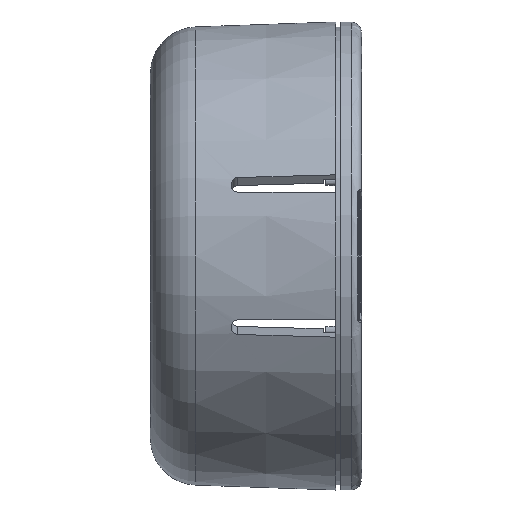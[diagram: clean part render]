
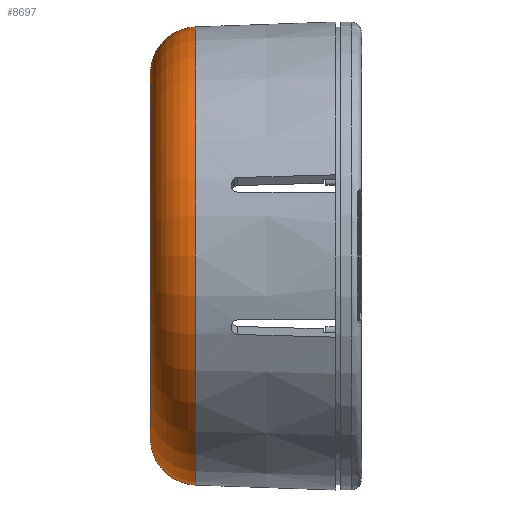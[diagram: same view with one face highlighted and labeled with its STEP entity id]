
A CAD part, left-side view. The second image highlights one B-rep face of the part: STEP entity #8697.
In plain terms, the highlighted toroidal (fillet/blend) face has major radius 17.533 mm and minor radius 4.5 mm.
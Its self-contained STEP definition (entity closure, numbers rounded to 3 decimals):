
#74=TOROIDAL_SURFACE('',#9334,17.533,4.5);
#822=FACE_OUTER_BOUND('',#1344,.T.);
#1344=EDGE_LOOP('',(#7961,#7962,#7963,#7964,#7965,#7966));
#3289=CIRCLE('',#9329,22.03);
#3290=CIRCLE('',#9330,22.03);
#3292=CIRCLE('',#9335,4.5);
#3293=CIRCLE('',#9336,17.533);
#3294=CIRCLE('',#9337,17.533);
#4131=VERTEX_POINT('',#18363);
#4132=VERTEX_POINT('',#18364);
#4133=VERTEX_POINT('',#18372);
#4134=VERTEX_POINT('',#18374);
#5406=EDGE_CURVE('',#4131,#4132,#3289,.T.);
#5408=EDGE_CURVE('',#4132,#4131,#3290,.T.);
#5410=EDGE_CURVE('',#4132,#4133,#3292,.T.);
#5411=EDGE_CURVE('',#4133,#4134,#3293,.T.);
#5412=EDGE_CURVE('',#4134,#4133,#3294,.T.);
#7961=ORIENTED_EDGE('',*,*,#5406,.T.);
#7962=ORIENTED_EDGE('',*,*,#5410,.T.);
#7963=ORIENTED_EDGE('',*,*,#5411,.T.);
#7964=ORIENTED_EDGE('',*,*,#5412,.T.);
#7965=ORIENTED_EDGE('',*,*,#5410,.F.);
#7966=ORIENTED_EDGE('',*,*,#5408,.T.);
#8697=ADVANCED_FACE('',(#822),#74,.T.);
#9329=AXIS2_PLACEMENT_3D('',#18365,#11187,#11188);
#9330=AXIS2_PLACEMENT_3D('',#18367,#11190,#11191);
#9334=AXIS2_PLACEMENT_3D('',#18371,#11198,#11199);
#9335=AXIS2_PLACEMENT_3D('',#18373,#11200,#11201);
#9336=AXIS2_PLACEMENT_3D('',#18375,#11202,#11203);
#9337=AXIS2_PLACEMENT_3D('',#18376,#11204,#11205);
#11187=DIRECTION('center_axis',(0.,1.,0.));
#11188=DIRECTION('ref_axis',(1.,0.,0.));
#11190=DIRECTION('center_axis',(0.,1.,0.));
#11191=DIRECTION('ref_axis',(1.,0.,0.));
#11198=DIRECTION('center_axis',(0.,-1.,0.));
#11199=DIRECTION('ref_axis',(0.,0.,-1.));
#11200=DIRECTION('center_axis',(-1.,0.,0.));
#11201=DIRECTION('ref_axis',(0.,0.,1.));
#11202=DIRECTION('center_axis',(0.,-1.,0.));
#11203=DIRECTION('ref_axis',(1.,0.,0.));
#11204=DIRECTION('center_axis',(0.,-1.,0.));
#11205=DIRECTION('ref_axis',(1.,0.,0.));
#18363=CARTESIAN_POINT('',(-22.03,13.457,0.));
#18364=CARTESIAN_POINT('',(0.,13.457,22.03));
#18365=CARTESIAN_POINT('Origin',(0.,13.457,0.));
#18367=CARTESIAN_POINT('Origin',(0.,13.457,0.));
#18371=CARTESIAN_POINT('Origin',(0.,13.3,0.));
#18372=CARTESIAN_POINT('',(0.,17.8,17.533));
#18373=CARTESIAN_POINT('Origin',(0.,13.3,17.533));
#18374=CARTESIAN_POINT('',(-17.533,17.8,0.));
#18375=CARTESIAN_POINT('Origin',(0.,17.8,0.));
#18376=CARTESIAN_POINT('Origin',(0.,17.8,0.));
